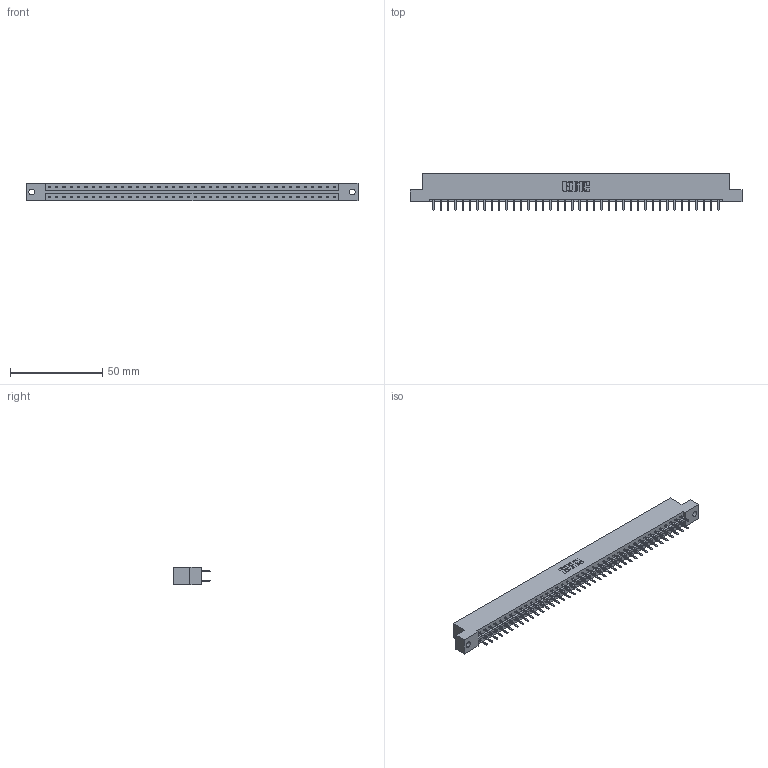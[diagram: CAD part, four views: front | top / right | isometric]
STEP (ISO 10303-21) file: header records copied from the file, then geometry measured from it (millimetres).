
FILE_DESCRIPTION (( 'STEP AP203' ), '1' );
FILE_NAME ('833-080-520-202.STEP', '2020-06-05T21:12:54', ( '' ), ( '' ), 'SwSTEP 2.0', 'SolidWorks 2020', '' );
FILE_SCHEMA (( 'CONFIG_CONTROL_DESIGN' ));
Length unit declared in the file: inch
Products named in the file (3): 833-080-520-202; 345-292-001_345-293-120; 833 Part_Flush - .128 Dia
Assembly tree (81 placements, depth 2):
  833-080-520-202
    833 Part_Flush - .128 Dia
    345-292-001_345-293-120  x80
Bounding box: 180.04 x 20.02 x 9.4 mm (x, y, z)
Volume: 18290 mm3; surface area: 21235.4 mm2
Topology: 81 solids, 81 shells, 4594 faces, 13351 edges, 8686 vertices
Faces by surface type: plane 3110, cylinder 1484
Entity records: 26109 total; most frequent: CARTESIAN_POINT 4342, ORIENTED_EDGE 4266, DIRECTION 3701, EDGE_CURVE 2133, VECTOR 2001, LINE 2001, VERTEX_POINT 1418, AXIS2_PLACEMENT_3D 850
